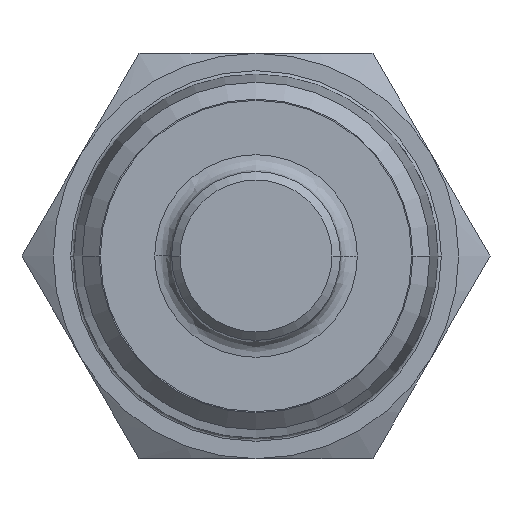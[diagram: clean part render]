
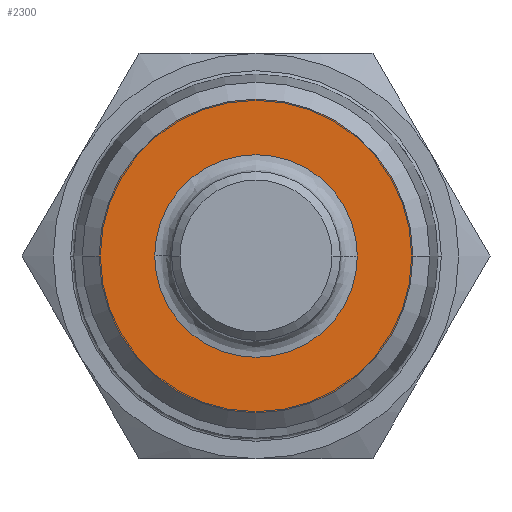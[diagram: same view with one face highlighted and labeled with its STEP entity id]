
A CAD part, front view. The second image highlights one B-rep face of the part: STEP entity #2300.
In plain terms, the highlighted free-form (B-spline) face has degree [1, 1] with [2, 2] control points.
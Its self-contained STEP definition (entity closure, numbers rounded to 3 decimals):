
#674=CARTESIAN_POINT('',(0.,-19.,0.));
#675=DIRECTION('',(0.,1.,0.));
#676=DIRECTION('',(1.,0.,0.));
#677=AXIS2_PLACEMENT_3D('',#674,#675,#676);
#688=CARTESIAN_POINT('',(0.,-19.,0.));
#689=DIRECTION('',(0.,-1.,0.));
#690=DIRECTION('',(1.,0.,0.));
#691=AXIS2_PLACEMENT_3D('',#688,#689,#690);
#693=CARTESIAN_POINT('',(0.,-19.,0.));
#694=DIRECTION('',(0.,-1.,0.));
#695=DIRECTION('',(-1.,0.,0.));
#696=AXIS2_PLACEMENT_3D('',#693,#694,#695);
#698=CARTESIAN_POINT('',(0.,-19.,0.));
#699=DIRECTION('',(0.,-1.,0.));
#700=DIRECTION('',(1.,0.,0.));
#701=AXIS2_PLACEMENT_3D('',#698,#699,#700);
#913=CARTESIAN_POINT('',(9.286,-19.,0.));
#914=CARTESIAN_POINT('',(-9.286,-19.,0.));
#915=VERTEX_POINT('',#913);
#916=VERTEX_POINT('',#914);
#921=CARTESIAN_POINT('',(-6.,-19.,0.));
#922=CARTESIAN_POINT('',(6.,-19.,0.));
#923=VERTEX_POINT('',#921);
#924=VERTEX_POINT('',#922);
#2285=CARTESIAN_POINT('',(9.658,-19.,9.661));
#2286=CARTESIAN_POINT('',(9.658,-19.,-9.661));
#2287=CARTESIAN_POINT('',(-9.658,-19.,9.661));
#2288=CARTESIAN_POINT('',(-9.658,-19.,-9.661));
#2289=B_SPLINE_SURFACE_WITH_KNOTS('',1,1,((#2285,#2286),(#2287,#2288)),
.UNSPECIFIED.,.F.,.F.,.F.,(2,2),(2,2),(-9.658,9.658),(
-9.661,9.661),.UNSPECIFIED.);
#2290=ORIENTED_EDGE('',*,*,#2251,.T.);
#2291=ORIENTED_EDGE('',*,*,#2279,.F.);
#2292=EDGE_LOOP('',(#2290,#2291));
#2293=FACE_OUTER_BOUND('',#2292,.F.);
#2295=ORIENTED_EDGE('',*,*,#2294,.T.);
#2297=ORIENTED_EDGE('',*,*,#2296,.T.);
#2298=EDGE_LOOP('',(#2295,#2297));
#2299=FACE_BOUND('',#2298,.F.);
#678=CIRCLE('',#677,9.286);
#692=CIRCLE('',#691,9.286);
#697=CIRCLE('',#696,6.);
#702=CIRCLE('',#701,6.);
#2251=EDGE_CURVE('',#915,#916,#678,.T.);
#2279=EDGE_CURVE('',#915,#916,#692,.T.);
#2294=EDGE_CURVE('',#923,#924,#697,.T.);
#2296=EDGE_CURVE('',#924,#923,#702,.T.);
#2300=ADVANCED_FACE('',(#2293,#2299),#2289,.T.);
